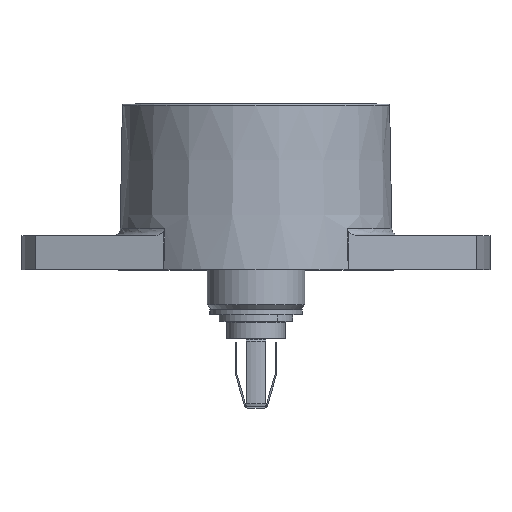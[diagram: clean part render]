
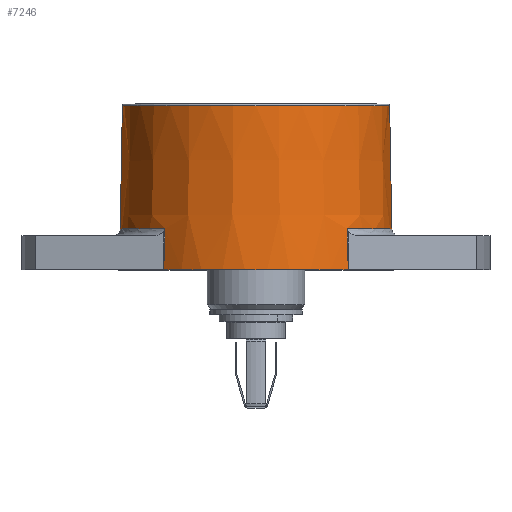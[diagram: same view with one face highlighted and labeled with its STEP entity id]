
A CAD part, top view. The second image highlights one B-rep face of the part: STEP entity #7246.
In plain terms, the highlighted conical face has half-angle 1 degrees and reference radius 14 mm.
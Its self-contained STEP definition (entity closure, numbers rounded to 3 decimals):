
#2103 = CARTESIAN_POINT ( 'NONE',  ( -27.248, 4.107, 0. ) ) ;
#2235 = DIRECTION ( 'NONE',  ( 1., 0., 0. ) ) ;
#2236 = DIRECTION ( 'NONE',  ( 0., 1., 0. ) ) ;
#2237 = AXIS2_PLACEMENT_3D ( 'NONE', #2244, #2236, #2235 ) ;
#2238 = CIRCLE ( 'NONE', #2237, 13.927 ) ;
#2244 = CARTESIAN_POINT ( 'NONE',  ( -41.175, 4.107, 0. ) ) ;
#2319 = DIRECTION ( 'NONE',  ( 0.017, -1., 0. ) ) ;
#2320 = VECTOR ( 'NONE', #2319, 1000. ) ;
#2321 = CARTESIAN_POINT ( 'NONE',  ( -27.175, -0.081, 0. ) ) ;
#2327 = LINE ( 'NONE', #2321, #2320 ) ;
#2537 = DIRECTION ( 'NONE',  ( -0.017, -1., 0. ) ) ;
#2538 = VECTOR ( 'NONE', #2537, 1000. ) ;
#2539 = CARTESIAN_POINT ( 'NONE',  ( -55.175, -0.081, 0. ) ) ;
#2540 = LINE ( 'NONE', #2539, #2538 ) ;
#2559 = CARTESIAN_POINT ( 'NONE',  ( -55.102, 4.107, 0. ) ) ;
#2563 = CARTESIAN_POINT ( 'NONE',  ( -50.525, 4.107, 10.322 ) ) ;
#2564 = B_SPLINE_CURVE_WITH_KNOTS ( 'NONE', 3,
 ( #2616, #2615, #2614, #2613 ),
 .UNSPECIFIED., .F., .F.,
 ( 4, 4 ),
 ( 0.026, 0.03 ),
 .UNSPECIFIED. ) ;
#2565 = DIRECTION ( 'NONE',  ( 1., 0., 0. ) ) ;
#2566 = DIRECTION ( 'NONE',  ( 0., -1., 0. ) ) ;
#2567 = AXIS2_PLACEMENT_3D ( 'NONE', #2569, #2566, #2565 ) ;
#2568 = CONICAL_SURFACE ( 'NONE', #2567, 14., 0.017 ) ;
#2569 = CARTESIAN_POINT ( 'NONE',  ( -41.175, -0.081, 0. ) ) ;
#2584 = FACE_OUTER_BOUND ( 'NONE', #7254, .T. ) ;
#2593 = DIRECTION ( 'NONE',  ( 1., 0., 0. ) ) ;
#2594 = DIRECTION ( 'NONE',  ( 0., -1., 0. ) ) ;
#2595 = AXIS2_PLACEMENT_3D ( 'NONE', #2601, #2594, #2593 ) ;
#2596 = CIRCLE ( 'NONE', #2595, 14. ) ;
#2597 = DIRECTION ( 'NONE',  ( 1., 0., 0. ) ) ;
#2598 = DIRECTION ( 'NONE',  ( 0., 1., 0. ) ) ;
#2599 = AXIS2_PLACEMENT_3D ( 'NONE', #2608, #2598, #2597 ) ;
#2600 = CIRCLE ( 'NONE', #2599, 13.927 ) ;
#2601 = CARTESIAN_POINT ( 'NONE',  ( -41.175, -0.081, 0. ) ) ;
#2608 = CARTESIAN_POINT ( 'NONE',  ( -41.175, 4.107, 0. ) ) ;
#2609 = CARTESIAN_POINT ( 'NONE',  ( -50.633, -0.081, 10.322 ) ) ;
#2611 = CARTESIAN_POINT ( 'NONE',  ( -31.826, 4.107, 10.322 ) ) ;
#2613 = CARTESIAN_POINT ( 'NONE',  ( -31.826, 4.107, 10.322 ) ) ;
#2614 = CARTESIAN_POINT ( 'NONE',  ( -31.789, 2.711, 10.322 ) ) ;
#2615 = CARTESIAN_POINT ( 'NONE',  ( -31.753, 1.315, 10.322 ) ) ;
#2616 = CARTESIAN_POINT ( 'NONE',  ( -31.717, -0.081, 10.322 ) ) ;
#2626 = CARTESIAN_POINT ( 'NONE',  ( -31.717, -0.081, 10.322 ) ) ;
#2664 = CARTESIAN_POINT ( 'NONE',  ( -50.633, -0.081, 10.322 ) ) ;
#2665 = CARTESIAN_POINT ( 'NONE',  ( -50.597, 1.315, 10.322 ) ) ;
#2666 = CARTESIAN_POINT ( 'NONE',  ( -50.561, 2.711, 10.322 ) ) ;
#2667 = CARTESIAN_POINT ( 'NONE',  ( -50.525, 4.107, 10.322 ) ) ;
#2672 = B_SPLINE_CURVE_WITH_KNOTS ( 'NONE', 3,
 ( #2667, #2666, #2665, #2664 ),
 .UNSPECIFIED., .F., .F.,
 ( 4, 4 ),
 ( 0.025, 0.029 ),
 .UNSPECIFIED. ) ;
#2722 = CARTESIAN_POINT ( 'NONE',  ( -27.469, 16.723, 0. ) ) ;
#2723 = DIRECTION ( 'NONE',  ( 1., 0., 0. ) ) ;
#2724 = DIRECTION ( 'NONE',  ( 0., -1., 0. ) ) ;
#2725 = CARTESIAN_POINT ( 'NONE',  ( -41.175, 16.723, 0. ) ) ;
#2726 = AXIS2_PLACEMENT_3D ( 'NONE', #2725, #2724, #2723 ) ;
#2727 = CIRCLE ( 'NONE', #2726, 13.707 ) ;
#2731 = CARTESIAN_POINT ( 'NONE',  ( -54.882, 16.723, 0. ) ) ;
#7104 = VERTEX_POINT ( 'NONE', #2103 ) ;
#7157 = EDGE_CURVE ( 'NONE', #7255, #7104, #2238, .T. ) ;
#7176 = EDGE_CURVE ( 'NONE', #7284, #7104, #2327, .T. ) ;
#7207 = ORIENTED_EDGE ( 'NONE', *, *, #7176, .F. ) ;
#7231 = VERTEX_POINT ( 'NONE', #2563 ) ;
#7232 = VERTEX_POINT ( 'NONE', #2559 ) ;
#7242 = EDGE_CURVE ( 'NONE', #7281, #7232, #2540, .T. ) ;
#7246 = ADVANCED_FACE ( 'NONE', ( #2584 ), #2568, .T. ) ;
#7248 = EDGE_CURVE ( 'NONE', #7268, #7255, #2564, .T. ) ;
#7249 = ORIENTED_EDGE ( 'NONE', *, *, #7242, .T. ) ;
#7250 = ORIENTED_EDGE ( 'NONE', *, *, #7157, .T. ) ;
#7251 = ORIENTED_EDGE ( 'NONE', *, *, #7282, .T. ) ;
#7254 = EDGE_LOOP ( 'NONE', ( #7251, #7249, #7263, #7273, #7264, #7265, #7250, #7207 ) ) ;
#7255 = VERTEX_POINT ( 'NONE', #2611 ) ;
#7257 = VERTEX_POINT ( 'NONE', #2609 ) ;
#7259 = EDGE_CURVE ( 'NONE', #7232, #7231, #2600, .T. ) ;
#7260 = EDGE_CURVE ( 'NONE', #7268, #7257, #2596, .T. ) ;
#7263 = ORIENTED_EDGE ( 'NONE', *, *, #7259, .T. ) ;
#7264 = ORIENTED_EDGE ( 'NONE', *, *, #7260, .F. ) ;
#7265 = ORIENTED_EDGE ( 'NONE', *, *, #7248, .T. ) ;
#7268 = VERTEX_POINT ( 'NONE', #2626 ) ;
#7271 = EDGE_CURVE ( 'NONE', #7231, #7257, #2672, .T. ) ;
#7273 = ORIENTED_EDGE ( 'NONE', *, *, #7271, .T. ) ;
#7281 = VERTEX_POINT ( 'NONE', #2731 ) ;
#7282 = EDGE_CURVE ( 'NONE', #7284, #7281, #2727, .T. ) ;
#7284 = VERTEX_POINT ( 'NONE', #2722 ) ;
